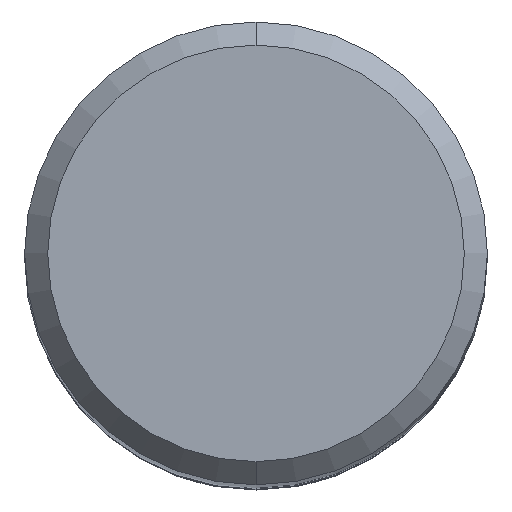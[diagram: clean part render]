
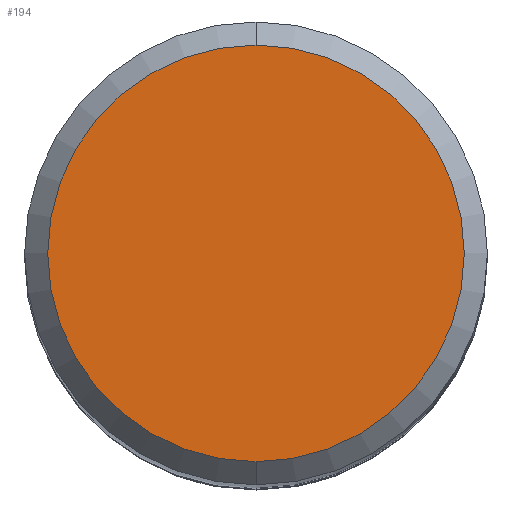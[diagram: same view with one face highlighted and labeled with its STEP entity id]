
A CAD part, top view. The second image highlights one B-rep face of the part: STEP entity #194.
In plain terms, the highlighted planar face has unit normal (0, 0, 1).
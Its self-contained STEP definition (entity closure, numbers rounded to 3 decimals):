
#126=EDGE_CURVE('',#262,#232,#304,.T.);
#150=EDGE_CURVE('',#232,#262,#332,.T.);
#194=ADVANCED_FACE('',(#381),#382,.T.);
#232=VERTEX_POINT('',#423);
#262=VERTEX_POINT('',#461);
#304=CIRCLE('',#498,5.4);
#332=CIRCLE('',#535,5.4);
#381=FACE_OUTER_BOUND('',#600,.T.);
#382=PLANE('',#601);
#423=CARTESIAN_POINT('',(0.0,5.4,0.0));
#461=CARTESIAN_POINT('',(0.,-5.4,0.0));
#498=AXIS2_PLACEMENT_3D('',#724,#725,#726);
#535=AXIS2_PLACEMENT_3D('',#767,#768,#769);
#600=EDGE_LOOP('',(#833,#834));
#601=AXIS2_PLACEMENT_3D('',#835,#836,#837);
#724=CARTESIAN_POINT('',(0.0,0.0,0.0));
#725=DIRECTION('',(0.0,0.0,-1.0));
#726=DIRECTION('',(0.0,1.0,0.0));
#767=CARTESIAN_POINT('',(0.0,0.0,0.0));
#768=DIRECTION('',(0.0,0.0,-1.0));
#769=DIRECTION('',(0.0,1.0,0.0));
#833=ORIENTED_EDGE('',*,*,#150,.F.);
#834=ORIENTED_EDGE('',*,*,#126,.F.);
#835=CARTESIAN_POINT('',(0.0,2.7,0.0));
#836=DIRECTION('',(-0.0,0.0,1.0));
#837=DIRECTION('',(0.0,-1.0,0.0));
